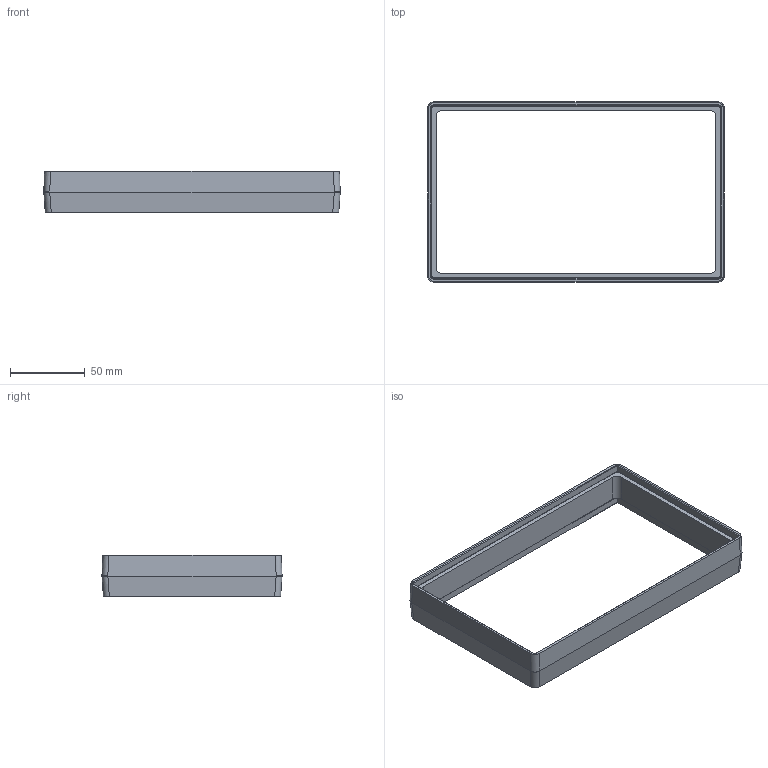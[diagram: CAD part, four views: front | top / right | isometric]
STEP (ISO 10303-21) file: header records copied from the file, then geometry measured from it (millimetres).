
FILE_DESCRIPTION(('FreeCAD Model'),'2;1');
FILE_NAME('Open CASCADE Shape Model','2024-09-18T20:51:25',('Author'),( ''),'Open CASCADE STEP processor 7.6','FreeCAD','Unknown');
FILE_SCHEMA(('AUTOMOTIVE_DESIGN { 1 0 10303 214 1 1 1 1 }'));
Length unit declared in the file: millimetre
Products named in the file (3): VolcaVmixTopCase; MidStackCase; Sup
Assembly tree (2 placements, depth 2):
  VolcaVmixTopCase
    MidStackCase
    Sup
Bounding box: 198.9 x 120.9 x 28 mm (x, y, z)
Volume: 76118 mm3; surface area: 45975.9 mm2
Topology: 2 solids, 2 shells, 83 faces, 212 edges, 136 vertices
Faces by surface type: bspline 48, plane 31, cylinder 4
Entity records: 7432 total; most frequent: CARTESIAN_POINT 5734, ORIENTED_EDGE 424, EDGE_CURVE 212, DIRECTION 184, VERTEX_POINT 136, B_SPLINE_CURVE_WITH_KNOTS 104, LINE 92, VECTOR 92
